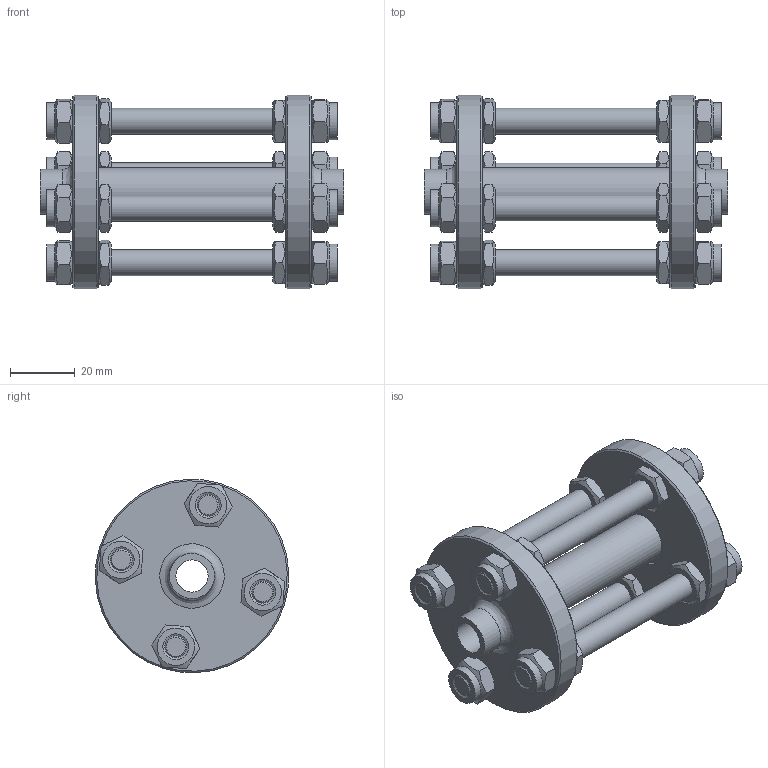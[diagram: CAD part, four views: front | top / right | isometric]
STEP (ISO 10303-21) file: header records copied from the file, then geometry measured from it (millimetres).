
FILE_DESCRIPTION((''),'2;1');
FILE_NAME('61300010X200.stp','2010-10-29T11:09:26',('Creator'),(''),'Autodesk Inventor 2010','Autodesk Inventor 2010','');
FILE_SCHEMA(('AUTOMOTIVE_DESIGN { 1 0 10303 214 1 1 1 1 }'));
Length unit declared in the file: millimetre
Products named in the file (1): 61300010X200
Bounding box: 94 x 59.96 x 59.96 mm (x, y, z)
Volume: 73532.9 mm3; surface area: 33134 mm2
Topology: 1 solids, 9 shells, 258 faces, 602 edges, 392 vertices
Faces by surface type: plane 144, cone 76, cylinder 36, bspline 2
Full cylindrical faces by diameter (mm): 8 x12, 8.5 x8, 10 x1, 11.6 x8, 14 x2, 15 x1, 18 x2, 60 x2
Entity records: 6508 total; most frequent: CARTESIAN_POINT 1511, DIRECTION 910, ORIENTED_EDGE 876, EDGE_CURVE 438, EDGE_LOOP 428, AXIS2_PLACEMENT_3D 407, VERTEX_POINT 342, FACE_OUTER_BOUND 258
